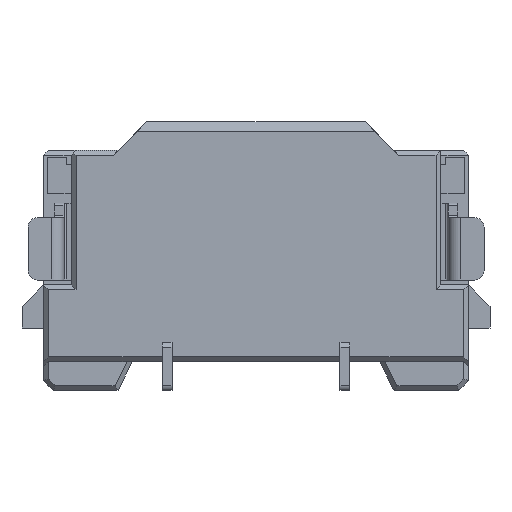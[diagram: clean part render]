
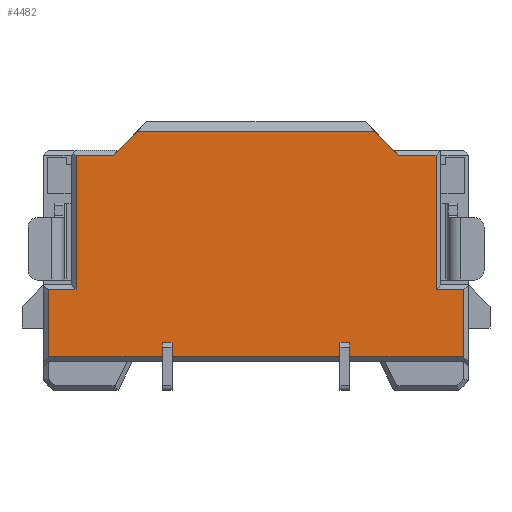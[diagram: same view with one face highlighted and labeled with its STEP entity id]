
A CAD part, front view. The second image highlights one B-rep face of the part: STEP entity #4482.
In plain terms, the highlighted planar face has unit normal (0, -1, 0).
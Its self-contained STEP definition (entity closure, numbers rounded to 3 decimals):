
#266=DIRECTION('',(0.,0.,1.));
#267=VECTOR('',#266,0.3);
#268=CARTESIAN_POINT('',(-1.952,-1.45,-4.3));
#269=LINE('',#268,#267);
#270=DIRECTION('',(-1.,0.,0.));
#271=VECTOR('',#270,2.374);
#272=CARTESIAN_POINT('',(-1.952,-1.45,-4.3));
#273=LINE('',#272,#271);
#274=DIRECTION('',(0.,0.,1.));
#275=VECTOR('',#274,1.4);
#276=CARTESIAN_POINT('',(-4.325,-1.45,-4.3));
#277=LINE('',#276,#275);
#278=DIRECTION('',(-1.,0.,0.));
#279=VECTOR('',#278,0.575);
#280=CARTESIAN_POINT('',(-3.75,-1.45,-2.9));
#281=LINE('',#280,#279);
#282=DIRECTION('',(0.,0.,-1.));
#283=VECTOR('',#282,2.8);
#284=CARTESIAN_POINT('',(-3.75,-1.45,-0.1));
#285=LINE('',#284,#283);
#286=DIRECTION('',(1.,0.,0.));
#287=VECTOR('',#286,0.775);
#288=CARTESIAN_POINT('',(-3.75,-1.45,-0.1));
#289=LINE('',#288,#287);
#290=DIRECTION('',(-1.,0.,0.));
#291=VECTOR('',#290,4.95);
#292=CARTESIAN_POINT('',(2.475,-1.45,0.4));
#293=LINE('',#292,#291);
#294=DIRECTION('',(1.,0.,0.));
#295=VECTOR('',#294,0.775);
#296=CARTESIAN_POINT('',(2.975,-1.45,-0.1));
#297=LINE('',#296,#295);
#298=DIRECTION('',(0.,0.,1.));
#299=VECTOR('',#298,2.8);
#300=CARTESIAN_POINT('',(3.75,-1.45,-2.9));
#301=LINE('',#300,#299);
#302=DIRECTION('',(-1.,0.,0.));
#303=VECTOR('',#302,0.575);
#304=CARTESIAN_POINT('',(4.325,-1.45,-2.9));
#305=LINE('',#304,#303);
#306=DIRECTION('',(0.,0.,-1.));
#307=VECTOR('',#306,1.4);
#308=CARTESIAN_POINT('',(4.325,-1.45,-2.9));
#309=LINE('',#308,#307);
#310=DIRECTION('',(-1.,0.,0.));
#311=VECTOR('',#310,2.374);
#312=CARTESIAN_POINT('',(4.325,-1.45,-4.3));
#313=LINE('',#312,#311);
#314=DIRECTION('',(0.,0.,1.));
#315=VECTOR('',#314,0.3);
#316=CARTESIAN_POINT('',(1.952,-1.45,-4.3));
#317=LINE('',#316,#315);
#318=DIRECTION('',(1.,0.,0.));
#319=VECTOR('',#318,0.203);
#320=CARTESIAN_POINT('',(1.749,-1.45,-4.));
#321=LINE('',#320,#319);
#322=DIRECTION('',(0.,0.,1.));
#323=VECTOR('',#322,0.3);
#324=CARTESIAN_POINT('',(1.749,-1.45,-4.3));
#325=LINE('',#324,#323);
#326=DIRECTION('',(-1.,0.,0.));
#327=VECTOR('',#326,3.497);
#328=CARTESIAN_POINT('',(1.749,-1.45,-4.3));
#329=LINE('',#328,#327);
#330=DIRECTION('',(0.,0.,1.));
#331=VECTOR('',#330,0.3);
#332=CARTESIAN_POINT('',(-1.749,-1.45,-4.3));
#333=LINE('',#332,#331);
#334=DIRECTION('',(1.,0.,0.));
#335=VECTOR('',#334,0.203);
#336=CARTESIAN_POINT('',(-1.952,-1.45,-4.));
#337=LINE('',#336,#335);
#1010=DIRECTION('',(-0.707,0.,-0.707));
#1011=VECTOR('',#1010,0.707);
#1012=CARTESIAN_POINT('',(-2.475,-1.45,0.4));
#1013=LINE('',#1012,#1011);
#2117=DIRECTION('',(-0.707,0.,0.707));
#2118=VECTOR('',#2117,0.707);
#2119=CARTESIAN_POINT('',(2.975,-1.45,-0.1));
#2120=LINE('',#2119,#2118);
#3653=CARTESIAN_POINT('',(1.749,-1.45,-4.3));
#3654=CARTESIAN_POINT('',(1.749,-1.45,-4.));
#3655=VERTEX_POINT('',#3653);
#3656=VERTEX_POINT('',#3654);
#3657=CARTESIAN_POINT('',(1.952,-1.45,-4.3));
#3658=CARTESIAN_POINT('',(1.952,-1.45,-4.));
#3659=VERTEX_POINT('',#3657);
#3660=VERTEX_POINT('',#3658);
#3807=CARTESIAN_POINT('',(-3.75,-1.45,-0.1));
#3808=CARTESIAN_POINT('',(-3.75,-1.45,-2.9));
#3809=VERTEX_POINT('',#3807);
#3810=VERTEX_POINT('',#3808);
#3817=CARTESIAN_POINT('',(4.325,-1.45,-2.9));
#3818=CARTESIAN_POINT('',(3.75,-1.45,-2.9));
#3819=VERTEX_POINT('',#3817);
#3820=VERTEX_POINT('',#3818);
#3821=CARTESIAN_POINT('',(-2.475,-1.45,0.4));
#3823=VERTEX_POINT('',#3821);
#3827=CARTESIAN_POINT('',(2.475,-1.45,0.4));
#3828=VERTEX_POINT('',#3827);
#3835=CARTESIAN_POINT('',(3.75,-1.45,-0.1));
#3837=VERTEX_POINT('',#3835);
#3879=CARTESIAN_POINT('',(-4.325,-1.45,-2.9));
#3880=VERTEX_POINT('',#3879);
#3881=CARTESIAN_POINT('',(-4.325,-1.45,-4.3));
#3882=VERTEX_POINT('',#3881);
#3883=CARTESIAN_POINT('',(4.325,-1.45,-4.3));
#3884=VERTEX_POINT('',#3883);
#3887=CARTESIAN_POINT('',(-2.975,-1.45,-0.1));
#3888=VERTEX_POINT('',#3887);
#3893=CARTESIAN_POINT('',(2.975,-1.45,-0.1));
#3894=VERTEX_POINT('',#3893);
#4065=CARTESIAN_POINT('',(-1.952,-1.45,-4.3));
#4066=CARTESIAN_POINT('',(-1.952,-1.45,-4.));
#4067=VERTEX_POINT('',#4065);
#4068=VERTEX_POINT('',#4066);
#4069=CARTESIAN_POINT('',(-1.749,-1.45,-4.3));
#4070=CARTESIAN_POINT('',(-1.749,-1.45,-4.));
#4071=VERTEX_POINT('',#4069);
#4072=VERTEX_POINT('',#4070);
#4441=CARTESIAN_POINT('',(-4.425,-1.45,0.));
#4442=DIRECTION('',(0.,-1.,0.));
#4443=DIRECTION('',(1.,0.,0.));
#4444=AXIS2_PLACEMENT_3D('',#4441,#4442,#4443);
#4445=PLANE('',#4444);
#4446=ORIENTED_EDGE('',*,*,#4193,.F.);
#4447=ORIENTED_EDGE('',*,*,#4284,.T.);
#4449=ORIENTED_EDGE('',*,*,#4448,.T.);
#4451=ORIENTED_EDGE('',*,*,#4450,.F.);
#4453=ORIENTED_EDGE('',*,*,#4452,.F.);
#4455=ORIENTED_EDGE('',*,*,#4454,.T.);
#4457=ORIENTED_EDGE('',*,*,#4456,.F.);
#4459=ORIENTED_EDGE('',*,*,#4458,.F.);
#4461=ORIENTED_EDGE('',*,*,#4460,.F.);
#4463=ORIENTED_EDGE('',*,*,#4462,.T.);
#4465=ORIENTED_EDGE('',*,*,#4464,.F.);
#4467=ORIENTED_EDGE('',*,*,#4466,.F.);
#4469=ORIENTED_EDGE('',*,*,#4468,.T.);
#4470=ORIENTED_EDGE('',*,*,#4255,.T.);
#4471=ORIENTED_EDGE('',*,*,#4322,.T.);
#4473=ORIENTED_EDGE('',*,*,#4472,.F.);
#4474=ORIENTED_EDGE('',*,*,#4387,.F.);
#4475=ORIENTED_EDGE('',*,*,#4296,.T.);
#4477=ORIENTED_EDGE('',*,*,#4476,.T.);
#4479=ORIENTED_EDGE('',*,*,#4478,.F.);
#4480=EDGE_LOOP('',(#4446,#4447,#4449,#4451,#4453,#4455,#4457,#4459,#4461,#4463,
#4465,#4467,#4469,#4470,#4471,#4473,#4474,#4475,#4477,#4479));
#4481=FACE_OUTER_BOUND('',#4480,.F.);
#4482=ADVANCED_FACE('',(#4481),#4445,.T.);
#4193=EDGE_CURVE('',#4067,#4068,#269,.T.);
#4255=EDGE_CURVE('',#3884,#3659,#313,.T.);
#4284=EDGE_CURVE('',#4067,#3882,#273,.T.);
#4296=EDGE_CURVE('',#3655,#4071,#329,.T.);
#4322=EDGE_CURVE('',#3659,#3660,#317,.T.);
#4387=EDGE_CURVE('',#3655,#3656,#325,.T.);
#4448=EDGE_CURVE('',#3882,#3880,#277,.T.);
#4450=EDGE_CURVE('',#3810,#3880,#281,.T.);
#4452=EDGE_CURVE('',#3809,#3810,#285,.T.);
#4454=EDGE_CURVE('',#3809,#3888,#289,.T.);
#4456=EDGE_CURVE('',#3823,#3888,#1013,.T.);
#4458=EDGE_CURVE('',#3828,#3823,#293,.T.);
#4460=EDGE_CURVE('',#3894,#3828,#2120,.T.);
#4462=EDGE_CURVE('',#3894,#3837,#297,.T.);
#4464=EDGE_CURVE('',#3820,#3837,#301,.T.);
#4466=EDGE_CURVE('',#3819,#3820,#305,.T.);
#4468=EDGE_CURVE('',#3819,#3884,#309,.T.);
#4472=EDGE_CURVE('',#3656,#3660,#321,.T.);
#4476=EDGE_CURVE('',#4071,#4072,#333,.T.);
#4478=EDGE_CURVE('',#4068,#4072,#337,.T.);
